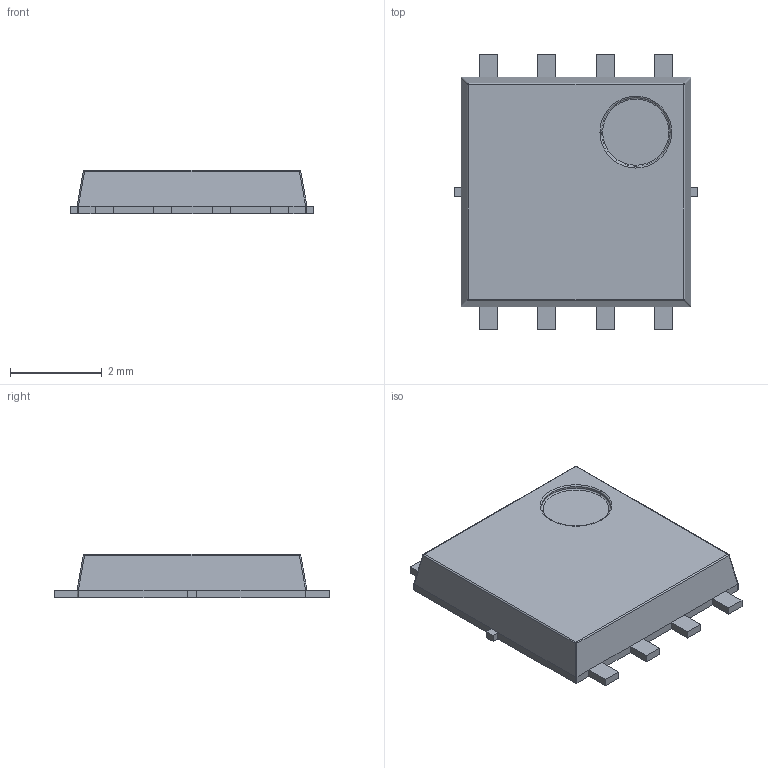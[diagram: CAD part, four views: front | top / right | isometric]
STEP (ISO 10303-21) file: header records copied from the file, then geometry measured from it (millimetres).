
FILE_DESCRIPTION (( 'STEP AP214' ), '1' );
FILE_NAME ('TPH1R204PL,L1Q.STEP', '2022-08-08T04:49:32', ( '' ), ( '' ), 'SwSTEP 2.0', 'SolidWorks 2018', '' );
FILE_SCHEMA (( 'AUTOMOTIVE_DESIGN' ));
Length unit declared in the file: millimetre
Products named in the file (1): TPH1R204PL,L1Q
Bounding box: 5.3 x 6 x 0.95 mm (x, y, z)
Volume: 22.8 mm3; surface area: 109 mm2
Topology: 6 solids, 6 shells, 157 faces, 396 edges, 252 vertices
Faces by surface type: plane 135, cylinder 14, torus 4, sphere 4
Entity records: 5879 total; most frequent: CARTESIAN_POINT 842, ORIENTED_EDGE 792, DIRECTION 728, EDGE_CURVE 396, LINE 356, VECTOR 356, VERTEX_POINT 252, AXIS2_PLACEMENT_3D 186
